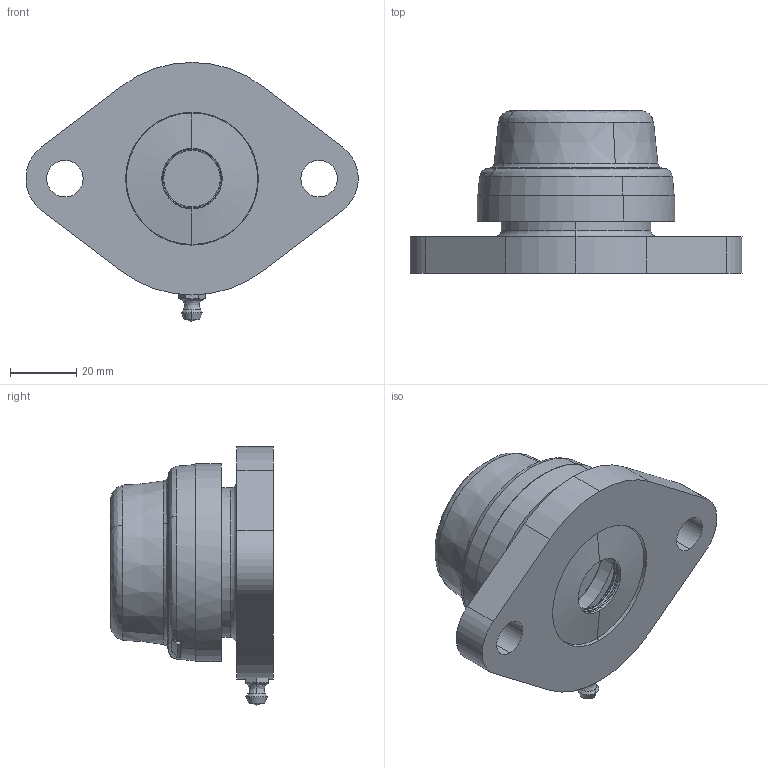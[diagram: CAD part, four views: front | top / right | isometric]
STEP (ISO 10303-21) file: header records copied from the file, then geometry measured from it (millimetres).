
FILE_DESCRIPTION (( 'STEP AP214' ), '1' );
FILE_NAME ('Rexnord-UCFLN 203 C-629663.STEP', '2023-07-13T08:57:36', ( '' ), ( '' ), 'SwSTEP 2.0', 'SolidWorks 2022', '' );
FILE_SCHEMA (( 'AUTOMOTIVE_DESIGN' ));
Length unit declared in the file: millimetre
Products named in the file (5): Rexnord-UCFLN 203 C-629663_CAP_CLOSE; Rexnord-UCFLN 203 C-629663_BEARING; Rexnord-UCFLN 203 C-629663; Rexnord-UCFLN 203 C-629663_HUB; Rexnord-UCFLN 203 C-629663_NIPPLE
Assembly tree (4 placements, depth 2):
  Rexnord-UCFLN 203 C-629663
    Rexnord-UCFLN 203 C-629663_HUB
    Rexnord-UCFLN 203 C-629663_BEARING
    Rexnord-UCFLN 203 C-629663_CAP_CLOSE
    Rexnord-UCFLN 203 C-629663_NIPPLE
Bounding box: 99.92 x 49 x 78 mm (x, y, z)
Volume: 74076.4 mm3; surface area: 40169.4 mm2
Topology: 5 solids, 5 shells, 288 faces, 744 edges, 484 vertices
Faces by surface type: cylinder 96, plane 88, cone 51, bspline 39, torus 14
Entity records: 13104 total; most frequent: CARTESIAN_POINT 3990, ORIENTED_EDGE 1486, DIRECTION 1214, EDGE_CURVE 743, AXIS2_PLACEMENT_3D 490, VERTEX_POINT 484, EDGE_LOOP 317, FACE_OUTER_BOUND 288
